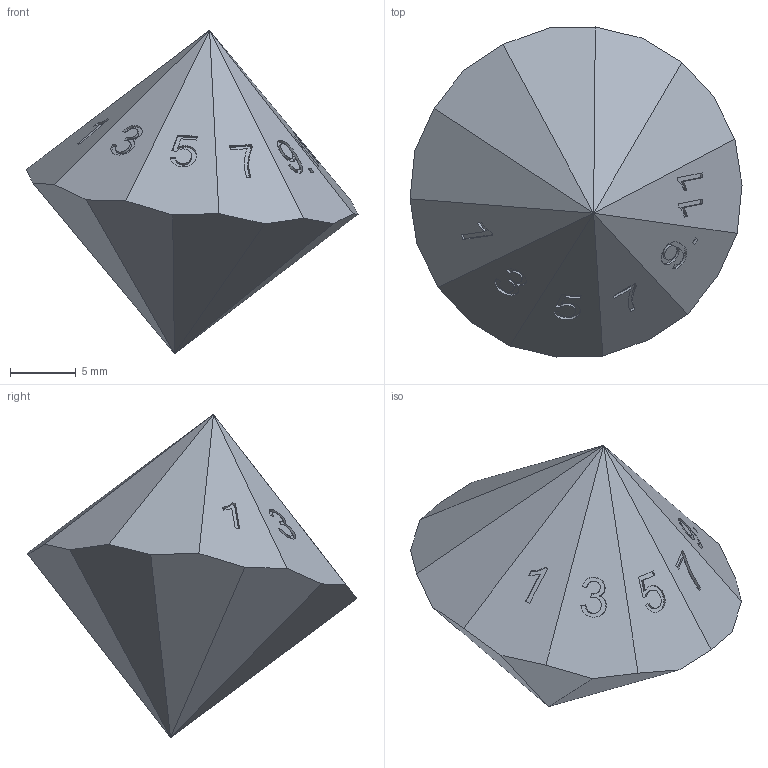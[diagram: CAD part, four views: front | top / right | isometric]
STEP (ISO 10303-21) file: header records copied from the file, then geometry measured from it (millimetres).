
FILE_DESCRIPTION(('HOOPS Exchange Step'),'2;1');
FILE_NAME('temp_export','2024-08-25T16:08:07+08:00',('sharma21'),('Shapr3D Limited'),'HOOPS Exchange 2024.2','Shapr3D','Authorized');
FILE_SCHEMA( ('AP242_MANAGED_MODEL_BASED_3D_ENGINEERING_MIM_LF {1 0 10303 442 1 1 4 }') );
Length unit declared in the file: millimetre
Products named in the file (1): root
Bounding box: 25.27 x 25.11 x 24.64 mm (x, y, z)
Volume: 4201 mm3; surface area: 1443.2 mm2
Topology: 1 solids, 1 shells, 87 faces, 212 edges, 136 vertices
Faces by surface type: plane 66, bspline 21
Entity records: 3456 total; most frequent: CARTESIAN_POINT 1526, ORIENTED_EDGE 424, DIRECTION 306, EDGE_CURVE 212, VECTOR 170, LINE 170, VERTEX_POINT 136, EDGE_LOOP 96
